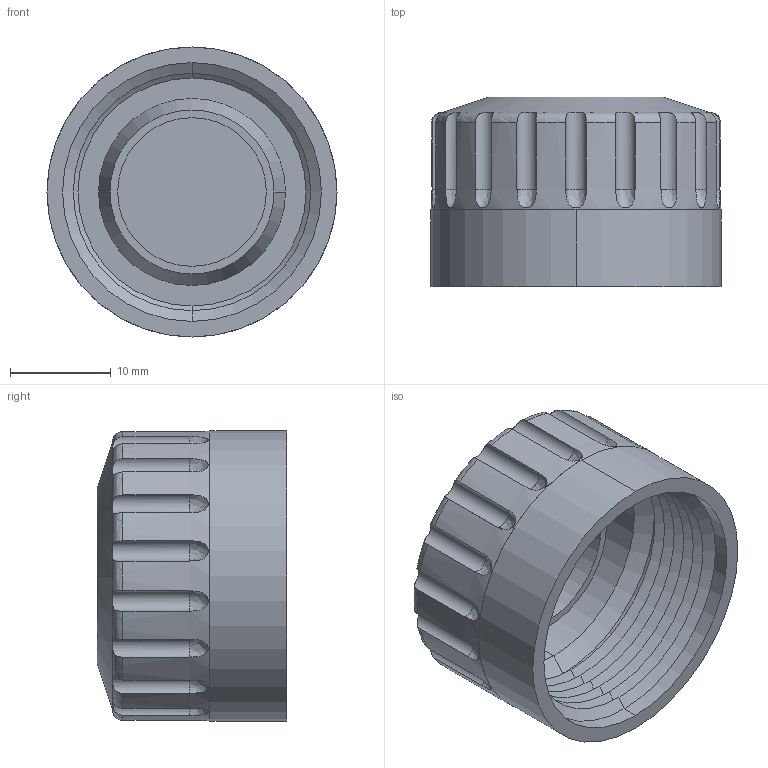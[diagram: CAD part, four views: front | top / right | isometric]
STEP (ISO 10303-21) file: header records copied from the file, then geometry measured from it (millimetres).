
FILE_DESCRIPTION (( 'STEP AP203' ), '1' );
FILE_NAME ('WJ650300.STEP', '2011-05-24T15:38:00', ( 'x' ), ( 'Microsoft' ), 'SwSTEP 2.0', 'SolidWorks 2010', '' );
FILE_SCHEMA (( 'CONFIG_CONTROL_DESIGN' ));
Length unit declared in the file: inch
Products named in the file (3): WJ650300-FA1; WJ650300-FA2; WJ650300
Assembly tree (2 placements, depth 2):
  WJ650300
    WJ650300-FA2
    WJ650300-FA1
Bounding box: 28.75 x 18.8 x 28.75 mm (x, y, z)
Volume: 4035.1 mm3; surface area: 5954 mm2
Topology: 2 solids, 2 shells, 120 faces, 282 edges, 171 vertices
Faces by surface type: cylinder 43, cone 32, torus 18, bspline 18, plane 9
Entity records: 5394 total; most frequent: CARTESIAN_POINT 2542, ORIENTED_EDGE 564, DIRECTION 503, EDGE_CURVE 282, AXIS2_PLACEMENT_3D 205, VERTEX_POINT 171, EDGE_LOOP 127, ADVANCED_FACE 120
